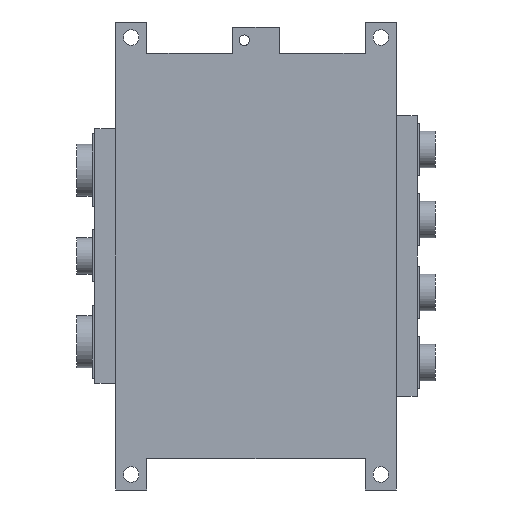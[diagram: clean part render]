
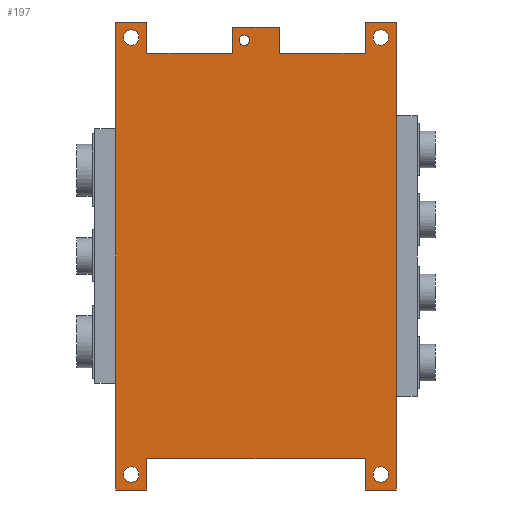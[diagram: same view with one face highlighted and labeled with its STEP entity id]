
A CAD part, left-side view. The second image highlights one B-rep face of the part: STEP entity #197.
In plain terms, the highlighted planar face has unit normal (-1, 0, 0).
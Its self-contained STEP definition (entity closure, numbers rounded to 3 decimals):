
#197=ADVANCED_FACE('',(#377,#378,#379,#380,#381,#382),#278,.F.);
#278=PLANE('',#1628);
#338=CIRCLE('',#1615,3.);
#340=CIRCLE('',#1618,2.);
#341=CIRCLE('',#1620,3.);
#342=CIRCLE('',#1622,3.);
#344=CIRCLE('',#1626,3.);
#377=FACE_BOUND('',#455,.T.);
#378=FACE_BOUND('',#456,.T.);
#379=FACE_BOUND('',#457,.T.);
#380=FACE_BOUND('',#458,.T.);
#381=FACE_BOUND('',#459,.T.);
#382=FACE_BOUND('',#460,.T.);
#455=EDGE_LOOP('',(#652,#653,#654,#655,#656,#657,#658,#659,#660,#661,#662,
#663,#664,#665,#666,#667));
#456=EDGE_LOOP('',(#668));
#457=EDGE_LOOP('',(#669));
#458=EDGE_LOOP('',(#670));
#459=EDGE_LOOP('',(#671));
#460=EDGE_LOOP('',(#672));
#652=ORIENTED_EDGE('',*,*,#1136,.F.);
#653=ORIENTED_EDGE('',*,*,#1124,.F.);
#654=ORIENTED_EDGE('',*,*,#1122,.F.);
#655=ORIENTED_EDGE('',*,*,#1120,.F.);
#656=ORIENTED_EDGE('',*,*,#1118,.F.);
#657=ORIENTED_EDGE('',*,*,#1116,.F.);
#658=ORIENTED_EDGE('',*,*,#1114,.F.);
#659=ORIENTED_EDGE('',*,*,#1112,.F.);
#660=ORIENTED_EDGE('',*,*,#1110,.F.);
#661=ORIENTED_EDGE('',*,*,#1108,.F.);
#662=ORIENTED_EDGE('',*,*,#1103,.F.);
#663=ORIENTED_EDGE('',*,*,#1096,.F.);
#664=ORIENTED_EDGE('',*,*,#1093,.F.);
#665=ORIENTED_EDGE('',*,*,#1090,.F.);
#666=ORIENTED_EDGE('',*,*,#1087,.F.);
#667=ORIENTED_EDGE('',*,*,#1084,.F.);
#668=ORIENTED_EDGE('',*,*,#1130,.T.);
#669=ORIENTED_EDGE('',*,*,#1129,.T.);
#670=ORIENTED_EDGE('',*,*,#1128,.T.);
#671=ORIENTED_EDGE('',*,*,#1126,.T.);
#672=ORIENTED_EDGE('',*,*,#1141,.T.);
#948=VERTEX_POINT('',#2132);
#949=VERTEX_POINT('',#2134);
#951=VERTEX_POINT('',#2140);
#953=VERTEX_POINT('',#2146);
#955=VERTEX_POINT('',#2152);
#957=VERTEX_POINT('',#2158);
#963=VERTEX_POINT('',#2172);
#966=VERTEX_POINT('',#2181);
#967=VERTEX_POINT('',#2185);
#968=VERTEX_POINT('',#2189);
#969=VERTEX_POINT('',#2193);
#970=VERTEX_POINT('',#2197);
#971=VERTEX_POINT('',#2201);
#972=VERTEX_POINT('',#2205);
#973=VERTEX_POINT('',#2209);
#974=VERTEX_POINT('',#2213);
#975=VERTEX_POINT('',#2217);
#977=VERTEX_POINT('',#2222);
#978=VERTEX_POINT('',#2225);
#979=VERTEX_POINT('',#2228);
#988=VERTEX_POINT('',#2250);
#1084=EDGE_CURVE('',#948,#949,#1273,.T.);
#1087=EDGE_CURVE('',#949,#951,#1276,.T.);
#1090=EDGE_CURVE('',#951,#953,#1279,.T.);
#1093=EDGE_CURVE('',#953,#955,#1282,.T.);
#1096=EDGE_CURVE('',#955,#957,#1285,.T.);
#1103=EDGE_CURVE('',#957,#963,#1292,.T.);
#1108=EDGE_CURVE('',#963,#966,#1297,.T.);
#1110=EDGE_CURVE('',#966,#967,#1299,.T.);
#1112=EDGE_CURVE('',#967,#968,#1301,.T.);
#1114=EDGE_CURVE('',#968,#969,#1303,.T.);
#1116=EDGE_CURVE('',#969,#970,#1305,.T.);
#1118=EDGE_CURVE('',#970,#971,#1307,.T.);
#1120=EDGE_CURVE('',#971,#972,#1309,.T.);
#1122=EDGE_CURVE('',#972,#973,#1311,.T.);
#1124=EDGE_CURVE('',#973,#974,#1313,.T.);
#1126=EDGE_CURVE('',#975,#975,#338,.T.);
#1128=EDGE_CURVE('',#977,#977,#340,.T.);
#1129=EDGE_CURVE('',#978,#978,#341,.T.);
#1130=EDGE_CURVE('',#979,#979,#342,.T.);
#1136=EDGE_CURVE('',#974,#948,#1319,.T.);
#1141=EDGE_CURVE('',#988,#988,#344,.T.);
#1273=LINE('',#2133,#1441);
#1276=LINE('',#2139,#1444);
#1279=LINE('',#2145,#1447);
#1282=LINE('',#2151,#1450);
#1285=LINE('',#2157,#1453);
#1292=LINE('',#2171,#1460);
#1297=LINE('',#2180,#1465);
#1299=LINE('',#2184,#1467);
#1301=LINE('',#2188,#1469);
#1303=LINE('',#2192,#1471);
#1305=LINE('',#2196,#1473);
#1307=LINE('',#2200,#1475);
#1309=LINE('',#2204,#1477);
#1311=LINE('',#2208,#1479);
#1313=LINE('',#2212,#1481);
#1319=LINE('',#2240,#1487);
#1441=VECTOR('',#1730,1.);
#1444=VECTOR('',#1735,1.);
#1447=VECTOR('',#1740,1.);
#1450=VECTOR('',#1745,1.);
#1453=VECTOR('',#1750,1.);
#1460=VECTOR('',#1759,1.);
#1465=VECTOR('',#1766,1.);
#1467=VECTOR('',#1770,1.);
#1469=VECTOR('',#1774,1.);
#1471=VECTOR('',#1778,1.);
#1473=VECTOR('',#1782,1.);
#1475=VECTOR('',#1786,1.);
#1477=VECTOR('',#1790,1.);
#1479=VECTOR('',#1794,1.);
#1481=VECTOR('',#1798,1.);
#1487=VECTOR('',#1826,1.);
#1615=AXIS2_PLACEMENT_3D('',#2216,#1802,#1803);
#1618=AXIS2_PLACEMENT_3D('',#2221,#1808,#1809);
#1620=AXIS2_PLACEMENT_3D('',#2224,#1812,#1813);
#1622=AXIS2_PLACEMENT_3D('',#2227,#1816,#1817);
#1626=AXIS2_PLACEMENT_3D('',#2249,#1833,#1834);
#1628=AXIS2_PLACEMENT_3D('',#2252,#1837,#1838);
#1730=DIRECTION('',(0.,1.,0.));
#1735=DIRECTION('',(0.,0.,1.));
#1740=DIRECTION('',(0.,1.,0.));
#1745=DIRECTION('',(0.,0.,-1.));
#1750=DIRECTION('',(0.,1.,0.));
#1759=DIRECTION('',(0.,0.,1.));
#1766=DIRECTION('',(0.,-1.,0.));
#1770=DIRECTION('',(0.,0.,-1.));
#1774=DIRECTION('',(0.,-1.,0.));
#1778=DIRECTION('',(0.,0.,1.));
#1782=DIRECTION('',(0.,-1.,0.));
#1786=DIRECTION('',(0.,0.,-1.));
#1790=DIRECTION('',(0.,-1.,0.));
#1794=DIRECTION('',(0.,0.,1.));
#1798=DIRECTION('',(0.,-1.,0.));
#1802=DIRECTION('',(1.,0.,0.));
#1803=DIRECTION('',(0.,-1.,0.));
#1808=DIRECTION('',(1.,0.,0.));
#1809=DIRECTION('',(0.,-1.,0.));
#1812=DIRECTION('',(1.,0.,0.));
#1813=DIRECTION('',(0.,-1.,0.));
#1816=DIRECTION('',(1.,0.,0.));
#1817=DIRECTION('',(0.,-1.,0.));
#1826=DIRECTION('',(0.,0.,-1.));
#1833=DIRECTION('',(1.,0.,0.));
#1834=DIRECTION('',(0.,-1.,0.));
#1837=DIRECTION('',(1.,0.,0.));
#1838=DIRECTION('',(0.,0.,-1.));
#2132=CARTESIAN_POINT('',(2245.,-816.17,-630.659));
#2133=CARTESIAN_POINT('',(2245.,-816.17,-630.659));
#2134=CARTESIAN_POINT('',(2245.,-804.17,-630.659));
#2139=CARTESIAN_POINT('',(2245.,-804.17,-630.659));
#2140=CARTESIAN_POINT('',(2245.,-804.17,-618.659));
#2145=CARTESIAN_POINT('',(2245.,-804.17,-618.659));
#2146=CARTESIAN_POINT('',(2245.,-720.17,-618.659));
#2151=CARTESIAN_POINT('',(2245.,-720.17,-618.659));
#2152=CARTESIAN_POINT('',(2245.,-720.17,-630.659));
#2157=CARTESIAN_POINT('',(2245.,-720.17,-630.659));
#2158=CARTESIAN_POINT('',(2245.,-708.17,-630.659));
#2171=CARTESIAN_POINT('',(2245.,-708.17,-630.659));
#2172=CARTESIAN_POINT('',(2245.,-708.17,-450.659));
#2180=CARTESIAN_POINT('',(2245.,-708.17,-450.659));
#2181=CARTESIAN_POINT('',(2245.,-720.17,-450.659));
#2184=CARTESIAN_POINT('',(2245.,-720.17,-450.659));
#2185=CARTESIAN_POINT('',(2245.,-720.17,-462.659));
#2188=CARTESIAN_POINT('',(2245.,-720.17,-462.659));
#2189=CARTESIAN_POINT('',(2245.,-753.17,-462.659));
#2192=CARTESIAN_POINT('',(2245.,-753.17,-462.659));
#2193=CARTESIAN_POINT('',(2245.,-753.17,-452.659));
#2196=CARTESIAN_POINT('',(2245.,-753.17,-452.659));
#2197=CARTESIAN_POINT('',(2245.,-771.17,-452.659));
#2200=CARTESIAN_POINT('',(2245.,-771.17,-452.659));
#2201=CARTESIAN_POINT('',(2245.,-771.17,-462.659));
#2204=CARTESIAN_POINT('',(2245.,-771.17,-462.659));
#2205=CARTESIAN_POINT('',(2245.,-804.17,-462.659));
#2208=CARTESIAN_POINT('',(2245.,-804.17,-462.659));
#2209=CARTESIAN_POINT('',(2245.,-804.17,-450.659));
#2212=CARTESIAN_POINT('',(2245.,-804.17,-450.659));
#2213=CARTESIAN_POINT('',(2245.,-816.17,-450.659));
#2216=CARTESIAN_POINT('',(2245.,-714.17,-624.659));
#2217=CARTESIAN_POINT('',(2245.,-717.17,-624.659));
#2221=CARTESIAN_POINT('',(2245.,-757.67,-457.659));
#2222=CARTESIAN_POINT('',(2245.,-759.67,-457.659));
#2224=CARTESIAN_POINT('',(2245.,-810.17,-456.659));
#2225=CARTESIAN_POINT('',(2245.,-813.17,-456.659));
#2227=CARTESIAN_POINT('',(2245.,-810.17,-624.659));
#2228=CARTESIAN_POINT('',(2245.,-813.17,-624.659));
#2240=CARTESIAN_POINT('',(2245.,-816.17,-618.659));
#2249=CARTESIAN_POINT('',(2245.,-714.17,-456.659));
#2250=CARTESIAN_POINT('',(2245.,-717.17,-456.659));
#2252=CARTESIAN_POINT('',(2245.,-810.17,-624.659));
